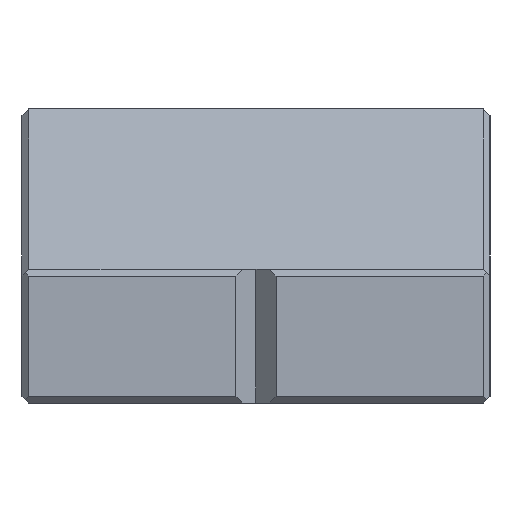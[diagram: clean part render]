
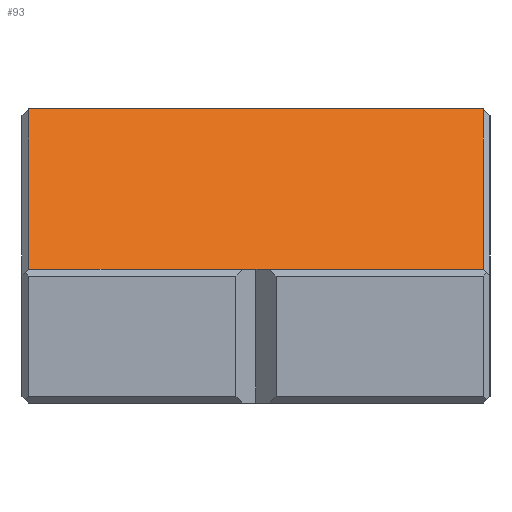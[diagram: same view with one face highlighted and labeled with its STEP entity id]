
A CAD part, left-side view. The second image highlights one B-rep face of the part: STEP entity #93.
In plain terms, the highlighted planar face has unit normal (-0.707, 0, 0.707).
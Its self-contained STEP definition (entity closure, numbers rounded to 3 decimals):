
#93 = ADVANCED_FACE( '', ( #166 ), #167, .F. );
#166 = FACE_OUTER_BOUND( '', #280, .T. );
#167 = PLANE( '', #281 );
#280 = EDGE_LOOP( '', ( #508, #509, #510, #511 ) );
#281 = AXIS2_PLACEMENT_3D( '', #512, #513, #514 );
#508 = ORIENTED_EDGE( '', *, *, #804, .T. );
#509 = ORIENTED_EDGE( '', *, *, #808, .T. );
#510 = ORIENTED_EDGE( '', *, *, #809, .F. );
#511 = ORIENTED_EDGE( '', *, *, #810, .T. );
#512 = CARTESIAN_POINT( '', ( -32.65, -17.5, 22. ) );
#513 = DIRECTION( '', ( 0.707, 0., -0.707 ) );
#514 = DIRECTION( '', ( -0.707, 0., -0.707 ) );
#804 = EDGE_CURVE( '', #973, #971, #974, .T. );
#808 = EDGE_CURVE( '', #971, #977, #979, .T. );
#809 = EDGE_CURVE( '', #980, #977, #981, .T. );
#810 = EDGE_CURVE( '', #980, #973, #982, .T. );
#971 = VERTEX_POINT( '', #1228 );
#973 = VERTEX_POINT( '', #1231 );
#974 = LINE( '', #1232, #1233 );
#977 = VERTEX_POINT( '', #1238 );
#979 = LINE( '', #1241, #1242 );
#980 = VERTEX_POINT( '', #1243 );
#981 = LINE( '', #1244, #1245 );
#982 = LINE( '', #1246, #1247 );
#1228 = CARTESIAN_POINT( '', ( -32.65, 17., 22. ) );
#1231 = CARTESIAN_POINT( '', ( -32.65, -17., 22. ) );
#1232 = CARTESIAN_POINT( '', ( -32.65, -17.5, 22. ) );
#1233 = VECTOR( '', #1432, 1000. );
#1238 = CARTESIAN_POINT( '', ( -44.65, 17., 10. ) );
#1241 = CARTESIAN_POINT( '', ( -32.65, 17., 22. ) );
#1242 = VECTOR( '', #1436, 1000. );
#1243 = CARTESIAN_POINT( '', ( -44.65, -17., 10. ) );
#1244 = CARTESIAN_POINT( '', ( -44.65, -17.5, 10. ) );
#1245 = VECTOR( '', #1437, 1000. );
#1246 = CARTESIAN_POINT( '', ( -32.65, -17., 22. ) );
#1247 = VECTOR( '', #1438, 1000. );
#1432 = DIRECTION( '', ( 0., 1., 0. ) );
#1436 = DIRECTION( '', ( -0.707, 0., -0.707 ) );
#1437 = DIRECTION( '', ( 0., 1., 0. ) );
#1438 = DIRECTION( '', ( 0.707, 0., 0.707 ) );
